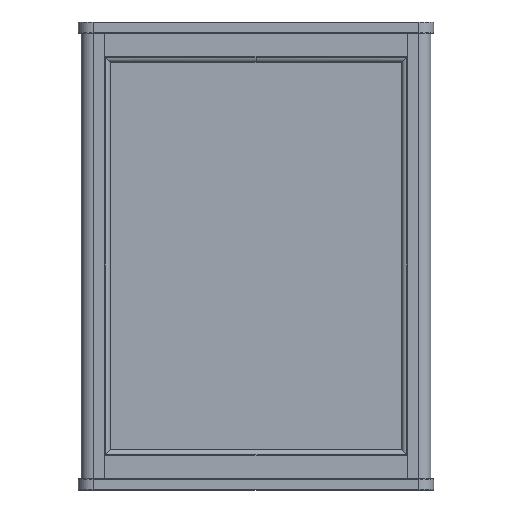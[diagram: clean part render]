
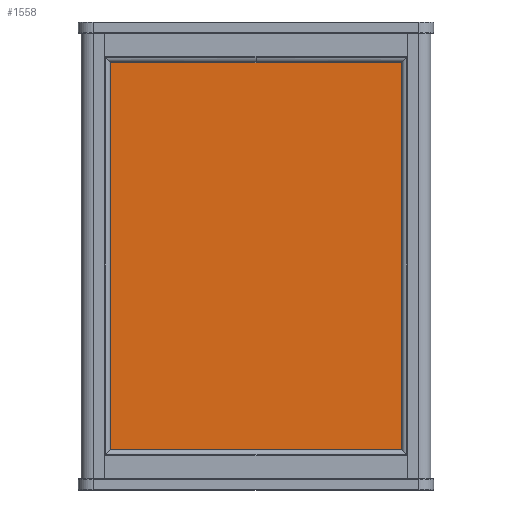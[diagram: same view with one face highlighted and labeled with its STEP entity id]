
A CAD part, top view. The second image highlights one B-rep face of the part: STEP entity #1558.
In plain terms, the highlighted planar face has unit normal (0, 0, 1).
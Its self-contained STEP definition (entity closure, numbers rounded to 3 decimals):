
#93 = CARTESIAN_POINT ( 'NONE',  ( 0., 0., 4. ) ) ;
#100 = VECTOR ( 'NONE', #583, 1000. ) ;
#207 = EDGE_LOOP ( 'NONE', ( #2873, #2625, #294, #1027 ) ) ;
#294 = ORIENTED_EDGE ( 'NONE', *, *, #761, .T. ) ;
#336 = DIRECTION ( 'NONE',  ( -1., 0., 0. ) ) ;
#354 = CARTESIAN_POINT ( 'NONE',  ( -254., -335., 4. ) ) ;
#410 = CARTESIAN_POINT ( 'NONE',  ( 254., -335., 4. ) ) ;
#583 = DIRECTION ( 'NONE',  ( 1., 0., 0. ) ) ;
#612 = DIRECTION ( 'NONE',  ( 0., -1., 0. ) ) ;
#749 = EDGE_CURVE ( 'NONE', #2539, #1411, #1724, .T. ) ;
#756 = EDGE_CURVE ( 'NONE', #2574, #3388, #2017, .T. ) ;
#761 = EDGE_CURVE ( 'NONE', #3388, #2539, #3161, .T. ) ;
#1027 = ORIENTED_EDGE ( 'NONE', *, *, #749, .T. ) ;
#1068 = CARTESIAN_POINT ( 'NONE',  ( -254., 335., 4. ) ) ;
#1105 = EDGE_CURVE ( 'NONE', #1411, #2574, #2890, .T. ) ;
#1411 = VERTEX_POINT ( 'NONE', #1068 ) ;
#1438 = FACE_OUTER_BOUND ( 'NONE', #207, .T. ) ;
#1469 = CARTESIAN_POINT ( 'NONE',  ( 254., 336., 4. ) ) ;
#1558 = ADVANCED_FACE ( 'NONE', ( #1438 ), #3216, .T. ) ;
#1724 = LINE ( 'NONE', #2883, #3321 ) ;
#1742 = CARTESIAN_POINT ( 'NONE',  ( 255., -335., 4. ) ) ;
#2017 = LINE ( 'NONE', #1742, #100 ) ;
#2033 = DIRECTION ( 'NONE',  ( 0., 1., 0. ) ) ;
#2076 = VECTOR ( 'NONE', #612, 1000. ) ;
#2293 = DIRECTION ( 'NONE',  ( 1., 0., 0. ) ) ;
#2361 = CARTESIAN_POINT ( 'NONE',  ( -254., -336., 4. ) ) ;
#2539 = VERTEX_POINT ( 'NONE', #3629 ) ;
#2574 = VERTEX_POINT ( 'NONE', #354 ) ;
#2575 = DIRECTION ( 'NONE',  ( 0., 0., 1. ) ) ;
#2625 = ORIENTED_EDGE ( 'NONE', *, *, #756, .T. ) ;
#2873 = ORIENTED_EDGE ( 'NONE', *, *, #1105, .T. ) ;
#2883 = CARTESIAN_POINT ( 'NONE',  ( -255., 335., 4. ) ) ;
#2890 = LINE ( 'NONE', #2361, #2076 ) ;
#3161 = LINE ( 'NONE', #1469, #3204 ) ;
#3204 = VECTOR ( 'NONE', #2033, 1000. ) ;
#3216 = PLANE ( 'NONE',  #3635 ) ;
#3321 = VECTOR ( 'NONE', #336, 1000. ) ;
#3388 = VERTEX_POINT ( 'NONE', #410 ) ;
#3629 = CARTESIAN_POINT ( 'NONE',  ( 254., 335., 4. ) ) ;
#3635 = AXIS2_PLACEMENT_3D ( 'NONE', #93, #2575, #2293 ) ;
